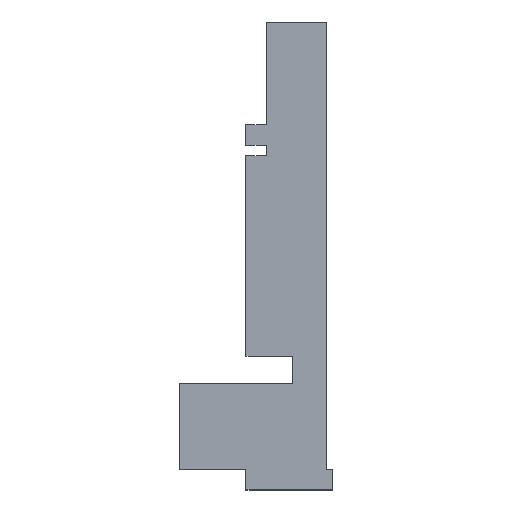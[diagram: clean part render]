
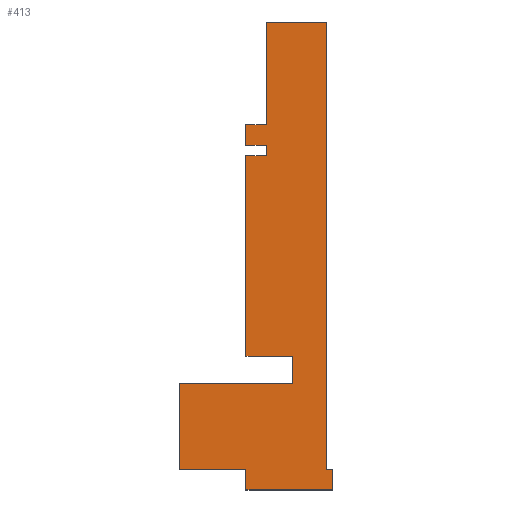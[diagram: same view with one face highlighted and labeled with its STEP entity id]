
A CAD part, top view. The second image highlights one B-rep face of the part: STEP entity #413.
In plain terms, the highlighted planar face has unit normal (0, 0, 1).
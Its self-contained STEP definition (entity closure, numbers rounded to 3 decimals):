
#27=FACE_OUTER_BOUND('',#48,.T.);
#48=EDGE_LOOP('',(#329,#330,#331,#332,#333,#334,#335,#336,#337,#338,#339,
#340,#341,#342,#343,#344,#345,#346,#347));
#59=LINE('',#566,#116);
#63=LINE('',#573,#120);
#82=LINE('',#612,#139);
#85=LINE('',#617,#142);
#87=LINE('',#621,#144);
#89=LINE('',#625,#146);
#90=LINE('',#627,#147);
#92=LINE('',#631,#149);
#94=LINE('',#635,#151);
#96=LINE('',#639,#153);
#97=LINE('',#642,#154);
#99=LINE('',#646,#156);
#100=LINE('',#648,#157);
#101=LINE('',#650,#158);
#102=LINE('',#652,#159);
#103=LINE('',#654,#160);
#104=LINE('',#656,#161);
#105=LINE('',#658,#162);
#106=LINE('',#659,#163);
#116=VECTOR('',#463,10.);
#120=VECTOR('',#469,10.);
#139=VECTOR('',#492,10.);
#142=VECTOR('',#497,10.);
#144=VECTOR('',#501,10.);
#146=VECTOR('',#505,10.);
#147=VECTOR('',#508,10.);
#149=VECTOR('',#512,10.);
#151=VECTOR('',#516,10.);
#153=VECTOR('',#520,10.);
#154=VECTOR('',#523,10.);
#156=VECTOR('',#527,10.);
#157=VECTOR('',#528,10.);
#158=VECTOR('',#529,10.);
#159=VECTOR('',#530,10.);
#160=VECTOR('',#531,10.);
#161=VECTOR('',#532,10.);
#162=VECTOR('',#533,10.);
#163=VECTOR('',#534,10.);
#173=VERTEX_POINT('',#563);
#174=VERTEX_POINT('',#565);
#176=VERTEX_POINT('',#571);
#193=VERTEX_POINT('',#609);
#194=VERTEX_POINT('',#611);
#195=VERTEX_POINT('',#615);
#196=VERTEX_POINT('',#619);
#197=VERTEX_POINT('',#623);
#198=VERTEX_POINT('',#629);
#199=VERTEX_POINT('',#633);
#200=VERTEX_POINT('',#637);
#201=VERTEX_POINT('',#641);
#202=VERTEX_POINT('',#645);
#203=VERTEX_POINT('',#647);
#204=VERTEX_POINT('',#649);
#205=VERTEX_POINT('',#651);
#206=VERTEX_POINT('',#653);
#207=VERTEX_POINT('',#655);
#208=VERTEX_POINT('',#657);
#211=EDGE_CURVE('',#174,#173,#59,.T.);
#215=EDGE_CURVE('',#176,#173,#63,.T.);
#234=EDGE_CURVE('',#194,#193,#82,.T.);
#237=EDGE_CURVE('',#193,#195,#85,.T.);
#239=EDGE_CURVE('',#196,#195,#87,.T.);
#241=EDGE_CURVE('',#197,#196,#89,.T.);
#242=EDGE_CURVE('',#174,#197,#90,.T.);
#244=EDGE_CURVE('',#176,#198,#92,.T.);
#246=EDGE_CURVE('',#198,#199,#94,.T.);
#248=EDGE_CURVE('',#199,#200,#96,.T.);
#249=EDGE_CURVE('',#201,#194,#97,.T.);
#251=EDGE_CURVE('',#202,#200,#99,.T.);
#252=EDGE_CURVE('',#202,#203,#100,.T.);
#253=EDGE_CURVE('',#204,#203,#101,.T.);
#254=EDGE_CURVE('',#205,#204,#102,.T.);
#255=EDGE_CURVE('',#205,#206,#103,.T.);
#256=EDGE_CURVE('',#206,#207,#104,.T.);
#257=EDGE_CURVE('',#208,#207,#105,.T.);
#258=EDGE_CURVE('',#201,#208,#106,.T.);
#329=ORIENTED_EDGE('',*,*,#211,.T.);
#330=ORIENTED_EDGE('',*,*,#215,.F.);
#331=ORIENTED_EDGE('',*,*,#244,.T.);
#332=ORIENTED_EDGE('',*,*,#246,.T.);
#333=ORIENTED_EDGE('',*,*,#248,.T.);
#334=ORIENTED_EDGE('',*,*,#251,.F.);
#335=ORIENTED_EDGE('',*,*,#252,.T.);
#336=ORIENTED_EDGE('',*,*,#253,.F.);
#337=ORIENTED_EDGE('',*,*,#254,.F.);
#338=ORIENTED_EDGE('',*,*,#255,.T.);
#339=ORIENTED_EDGE('',*,*,#256,.T.);
#340=ORIENTED_EDGE('',*,*,#257,.F.);
#341=ORIENTED_EDGE('',*,*,#258,.F.);
#342=ORIENTED_EDGE('',*,*,#249,.T.);
#343=ORIENTED_EDGE('',*,*,#234,.T.);
#344=ORIENTED_EDGE('',*,*,#237,.T.);
#345=ORIENTED_EDGE('',*,*,#239,.F.);
#346=ORIENTED_EDGE('',*,*,#241,.F.);
#347=ORIENTED_EDGE('',*,*,#242,.F.);
#392=PLANE('',#448);
#413=ADVANCED_FACE('',(#27),#392,.T.);
#448=AXIS2_PLACEMENT_3D('',#644,#525,#526);
#463=DIRECTION('',(1.,0.,0.));
#469=DIRECTION('',(0.,-1.,0.));
#492=DIRECTION('',(0.,-1.,0.));
#497=DIRECTION('',(-1.,0.,0.));
#501=DIRECTION('',(0.,1.,0.));
#505=DIRECTION('',(-1.,0.,0.));
#508=DIRECTION('',(0.,1.,0.));
#512=DIRECTION('',(0.,1.,0.));
#516=DIRECTION('',(-1.,0.,0.));
#520=DIRECTION('',(0.,1.,0.));
#523=DIRECTION('',(1.,0.,0.));
#525=DIRECTION('center_axis',(0.,0.,1.));
#526=DIRECTION('ref_axis',(1.,0.,0.));
#527=DIRECTION('',(1.,0.,0.));
#528=DIRECTION('',(0.,-1.,0.));
#529=DIRECTION('',(1.,0.,0.));
#530=DIRECTION('',(0.,1.,0.));
#531=DIRECTION('',(1.,0.,0.));
#532=DIRECTION('',(0.,-1.,0.));
#533=DIRECTION('',(1.,0.,0.));
#534=DIRECTION('',(0.,1.,0.));
#563=CARTESIAN_POINT('',(167.46,-70.,-50.28));
#565=CARTESIAN_POINT('',(154.46,-70.,-50.28));
#566=CARTESIAN_POINT('',(157.71,-70.,-50.28));
#571=CARTESIAN_POINT('',(167.46,-67.,-50.28));
#573=CARTESIAN_POINT('',(167.46,-67.,-50.28));
#609=CARTESIAN_POINT('',(161.46,-54.,-50.28));
#611=CARTESIAN_POINT('',(161.46,-50.,-50.28));
#612=CARTESIAN_POINT('',(161.46,-38.75,-50.28));
#615=CARTESIAN_POINT('',(144.46,-54.,-50.28));
#617=CARTESIAN_POINT('',(78.48,-54.,-50.28));
#619=CARTESIAN_POINT('',(144.46,-67.,-50.28));
#621=CARTESIAN_POINT('',(144.46,-71.,-50.28));
#623=CARTESIAN_POINT('',(154.46,-67.,-50.28));
#625=CARTESIAN_POINT('',(154.46,-67.,-50.28));
#627=CARTESIAN_POINT('',(154.46,-30.,-50.28));
#629=CARTESIAN_POINT('',(167.46,-66.962,-50.28));
#631=CARTESIAN_POINT('',(167.46,-42.75,-50.28));
#633=CARTESIAN_POINT('',(166.46,-66.962,-50.28));
#635=CARTESIAN_POINT('',(164.21,-66.962,-50.28));
#637=CARTESIAN_POINT('',(166.46,0.,-50.28));
#639=CARTESIAN_POINT('',(166.46,-28.5,-50.28));
#641=CARTESIAN_POINT('',(154.46,-50.,-50.28));
#642=CARTESIAN_POINT('',(161.21,-50.,-50.28));
#644=CARTESIAN_POINT('Origin',(160.96,-23.5,-50.28));
#645=CARTESIAN_POINT('',(157.46,0.,-50.28));
#646=CARTESIAN_POINT('',(167.46,0.,-50.28));
#647=CARTESIAN_POINT('',(157.46,-15.4,-50.28));
#648=CARTESIAN_POINT('',(157.46,0.,-50.28));
#649=CARTESIAN_POINT('',(154.46,-15.4,-50.28));
#650=CARTESIAN_POINT('',(154.46,-15.4,-50.28));
#651=CARTESIAN_POINT('',(154.46,-18.4,-50.28));
#652=CARTESIAN_POINT('',(154.46,-25.4,-50.28));
#653=CARTESIAN_POINT('',(157.46,-18.4,-50.28));
#654=CARTESIAN_POINT('',(157.71,-18.4,-50.28));
#655=CARTESIAN_POINT('',(157.46,-20.,-50.28));
#656=CARTESIAN_POINT('',(157.46,-25.95,-50.28));
#657=CARTESIAN_POINT('',(154.46,-20.,-50.28));
#658=CARTESIAN_POINT('',(157.46,-20.,-50.28));
#659=CARTESIAN_POINT('',(154.46,-30.,-50.28));
